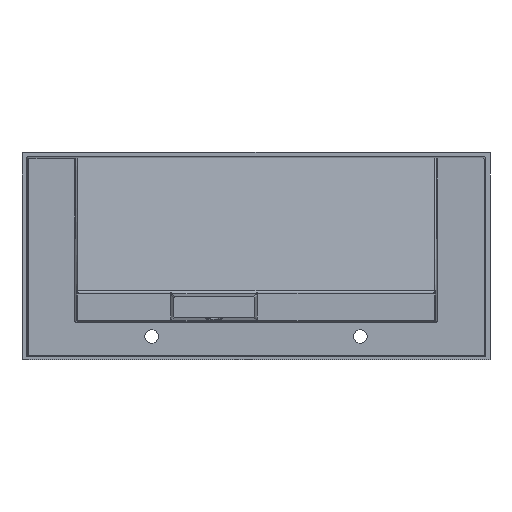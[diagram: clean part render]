
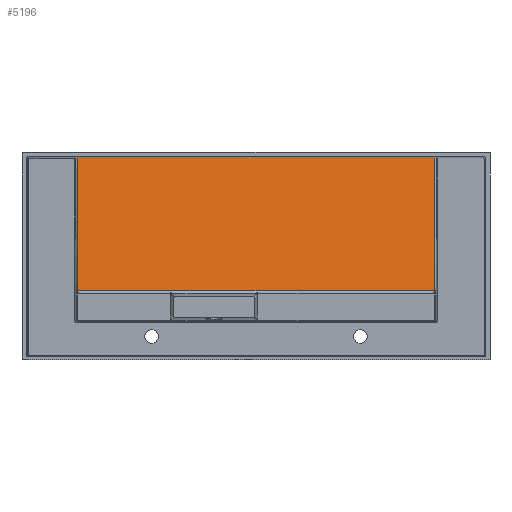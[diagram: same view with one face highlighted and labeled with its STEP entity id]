
A CAD part, front view. The second image highlights one B-rep face of the part: STEP entity #5196.
In plain terms, the highlighted planar face has unit normal (0, -0.994, 0.111).
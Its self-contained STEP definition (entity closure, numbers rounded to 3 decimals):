
#14 = LINE ( 'NONE', #7586, #8697 ) ;
#556 = CARTESIAN_POINT ( 'NONE',  ( -880.453, -24.429, 266.459 ) ) ;
#801 = CARTESIAN_POINT ( 'NONE',  ( 456.863, -64.021, -87.629 ) ) ;
#1307 = LINE ( 'NONE', #3358, #4021 ) ;
#1494 = CARTESIAN_POINT ( 'NONE',  ( 458.867, -25.784, 254.336 ) ) ;
#1826 = EDGE_CURVE ( 'NONE', #4977, #3745, #1307, .T. ) ;
#2010 = CARTESIAN_POINT ( 'NONE',  ( 460.64, -64.021, -87.629 ) ) ;
#2099 = LINE ( 'NONE', #2010, #4961 ) ;
#2113 = VERTEX_POINT ( 'NONE', #4912 ) ;
#2660 = DIRECTION ( 'NONE',  ( 0., -0.994, 0.111 ) ) ;
#2675 = ORIENTED_EDGE ( 'NONE', *, *, #7194, .T. ) ;
#2958 = DIRECTION ( 'NONE',  ( 1., 0., 0. ) ) ;
#2984 = VERTEX_POINT ( 'NONE', #3915 ) ;
#3358 = CARTESIAN_POINT ( 'NONE',  ( 458.893, -25.296, 258.708 ) ) ;
#3745 = VERTEX_POINT ( 'NONE', #1494 ) ;
#3915 = CARTESIAN_POINT ( 'NONE',  ( -456.863, -64.021, -87.629 ) ) ;
#4021 = VECTOR ( 'NONE', #6156, 1000. ) ;
#4554 = ORIENTED_EDGE ( 'NONE', *, *, #8112, .T. ) ;
#4806 = DIRECTION ( 'NONE',  ( 1., 0., 0. ) ) ;
#4912 = CARTESIAN_POINT ( 'NONE',  ( -458.867, -25.784, 254.336 ) ) ;
#4961 = VECTOR ( 'NONE', #4806, 1000. ) ;
#4977 = VERTEX_POINT ( 'NONE', #801 ) ;
#5052 = ORIENTED_EDGE ( 'NONE', *, *, #1826, .T. ) ;
#5196 = ADVANCED_FACE ( 'NONE', ( #8282 ), #6050, .T. ) ;
#5678 = LINE ( 'NONE', #8447, #8007 ) ;
#6050 = PLANE ( 'NONE',  #6885 ) ;
#6156 = DIRECTION ( 'NONE',  ( 0.006, 0.111, 0.994 ) ) ;
#6885 = AXIS2_PLACEMENT_3D ( 'NONE', #556, #2660, #6907 ) ;
#6907 = DIRECTION ( 'NONE',  ( 0., -0.111, -0.994 ) ) ;
#7136 = EDGE_LOOP ( 'NONE', ( #8554, #2675, #4554, #5052 ) ) ;
#7194 = EDGE_CURVE ( 'NONE', #2113, #2984, #14, .T. ) ;
#7586 = CARTESIAN_POINT ( 'NONE',  ( -458.953, -24.156, 268.899 ) ) ;
#8007 = VECTOR ( 'NONE', #2958, 1000. ) ;
#8112 = EDGE_CURVE ( 'NONE', #2984, #4977, #2099, .T. ) ;
#8178 = EDGE_CURVE ( 'NONE', #2113, #3745, #5678, .T. ) ;
#8282 = FACE_OUTER_BOUND ( 'NONE', #7136, .T. ) ;
#8325 = DIRECTION ( 'NONE',  ( 0.006, -0.111, -0.994 ) ) ;
#8447 = CARTESIAN_POINT ( 'NONE',  ( 597.5, -25.784, 254.336 ) ) ;
#8554 = ORIENTED_EDGE ( 'NONE', *, *, #8178, .F. ) ;
#8697 = VECTOR ( 'NONE', #8325, 1000. ) ;
